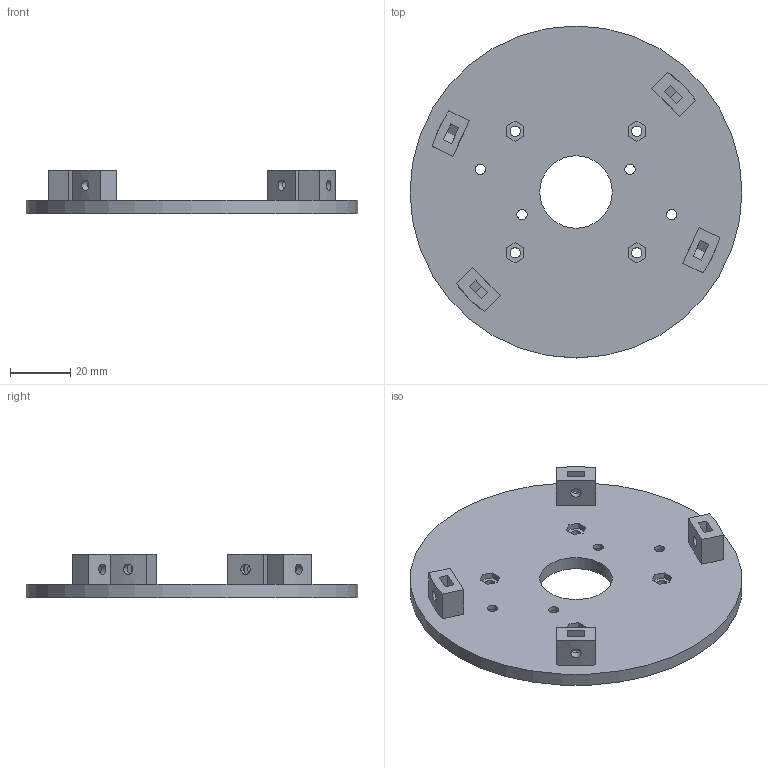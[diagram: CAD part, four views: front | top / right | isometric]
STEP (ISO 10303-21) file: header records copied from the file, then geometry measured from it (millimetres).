
FILE_DESCRIPTION(('FreeCAD Model'),'2;1');
FILE_NAME('Open CASCADE Shape Model','2025-04-17T17:51:11',(''),(''), 'Open CASCADE STEP processor 7.8','FreeCAD','Unknown');
FILE_SCHEMA(('AUTOMOTIVE_DESIGN { 1 0 10303 214 1 1 1 1 }'));
Length unit declared in the file: millimetre
Products named in the file (1): Art4BodyBot
Bounding box: 110 x 110 x 14.5 mm (x, y, z)
Volume: 43274.9 mm3; surface area: 22700.1 mm2
Topology: 1 solids, 1 shells, 107 faces, 264 edges, 176 vertices
Faces by surface type: plane 81, cylinder 26
Full cylindrical faces by diameter (mm): 3.4 x16, 5.9 x4, 24 x1, 110 x1
Entity records: 3424 total; most frequent: CARTESIAN_POINT 744, ORIENTED_EDGE 528, DIRECTION 524, EDGE_CURVE 264, LINE 212, VECTOR 212, VERTEX_POINT 176, FACE_BOUND 158
